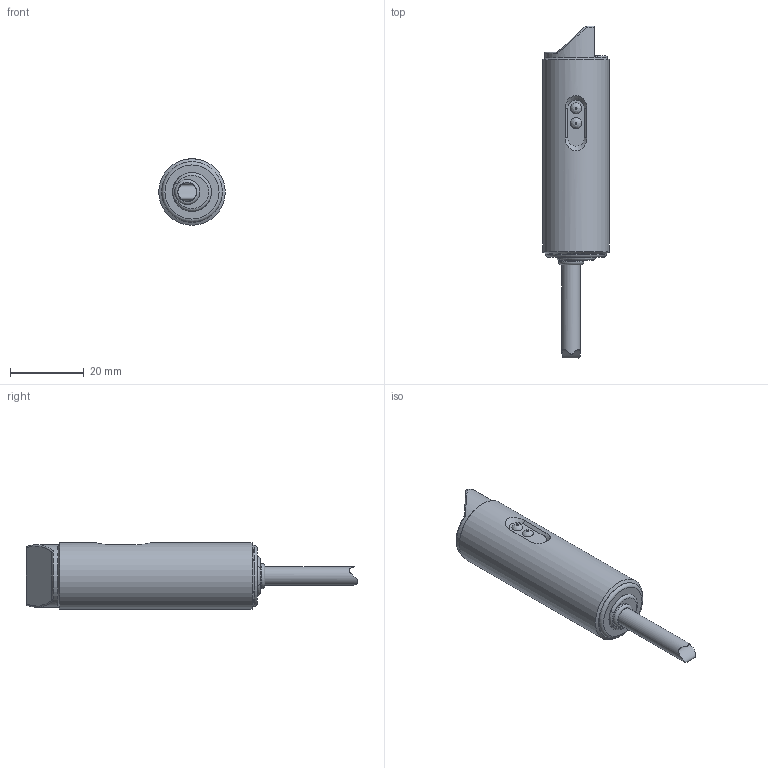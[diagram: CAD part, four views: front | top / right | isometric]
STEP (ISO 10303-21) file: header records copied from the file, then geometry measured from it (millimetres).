
FILE_DESCRIPTION (( 'STEP AP214' ), '1' );
FILE_NAME ('C18D-AN-2A.STEP', '2018-04-19T19:19:45', ( '' ), ( '' ), 'SwSTEP 2.0', 'SolidWorks 2017', '' );
FILE_SCHEMA (( 'AUTOMOTIVE_DESIGN' ));
Length unit declared in the file: inch
Products named in the file (1): C18D-AN-2A
Bounding box: 18 x 89.81 x 18 mm (x, y, z)
Volume: 15736.1 mm3; surface area: 5261.9 mm2
Topology: 5 solids, 5 shells, 57 faces, 113 edges, 65 vertices
Faces by surface type: plane 19, cylinder 13, bspline 10, torus 7, cone 4, sphere 4
Full cylindrical faces by diameter (mm): 5.001 x1, 6.8 x1, 10.5 x1, 16.4 x2, 16.901 x1, 18 x1
Entity records: 2504 total; most frequent: CARTESIAN_POINT 663, DIRECTION 218, ORIENTED_EDGE 178, AXIS2_PLACEMENT_3D 99, EDGE_CURVE 89, EDGE_LOOP 73, FACE_OUTER_BOUND 68, DIMENSIONAL_EXPONENTS 64
